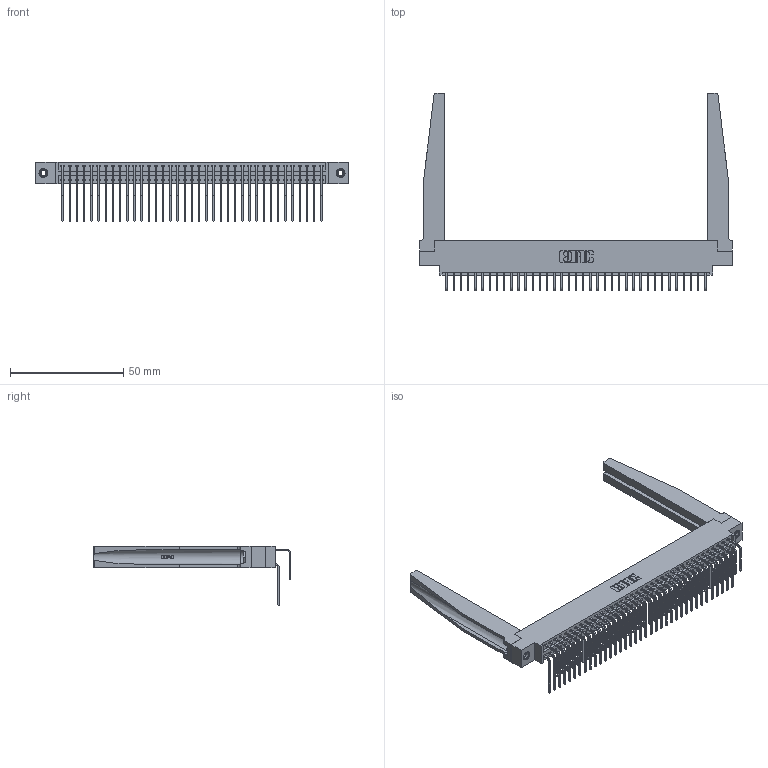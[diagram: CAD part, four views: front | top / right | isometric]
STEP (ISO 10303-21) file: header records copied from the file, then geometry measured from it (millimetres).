
FILE_DESCRIPTION (( 'STEP AP203' ), '1' );
FILE_NAME ('396-074-558-878.STEP', '2019-11-03T11:46:14', ( '' ), ( '' ), 'SwSTEP 2.0', 'SolidWorks 2016', '' );
FILE_SCHEMA (( 'CONFIG_CONTROL_DESIGN' ));
Length unit declared in the file: inch
Products named in the file (6): 396-074-558-878; 345-292-001_558 Tail - 2; 345-292-001_558 559 Tail - 1; 345-250-001_345-250-001-102; 346-220-078_345-220-078; 346 Part_0.170 Offset - 0.156 Dia-TH
Assembly tree (79 placements, depth 2):
  396-074-558-878
    346 Part_0.170 Offset - 0.156 Dia-TH
    345-292-001_558 559 Tail - 1  x37
    345-292-001_558 Tail - 2  x37
    346-220-078_345-220-078  x2
    345-250-001_345-250-001-102  x2
Bounding box: 138.05 x 87.44 x 26.16 mm (x, y, z)
Volume: 20603.8 mm3; surface area: 27511.1 mm2
Topology: 79 solids, 79 shells, 4356 faces, 12863 edges, 8466 vertices
Faces by surface type: plane 2960, cylinder 1344, bspline 36, cone 12, torus 4
Entity records: 31484 total; most frequent: CARTESIAN_POINT 6186, ORIENTED_EDGE 4958, DIRECTION 4461, EDGE_CURVE 2479, LINE 2065, VECTOR 2065, VERTEX_POINT 1644, AXIS2_PLACEMENT_3D 1198
